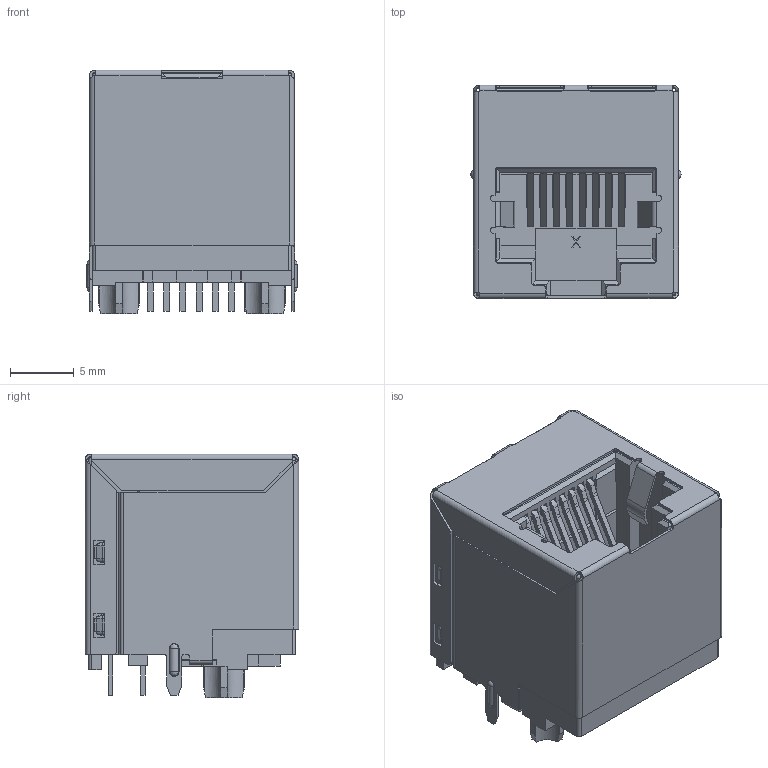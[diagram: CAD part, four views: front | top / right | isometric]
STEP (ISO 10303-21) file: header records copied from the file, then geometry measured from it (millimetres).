
FILE_DESCRIPTION(/* description */ ('Unknown'),/* implementation_level */ '2;1');
FILE_NAME(/* name */ 'T_Wurth_WE-RJ45LAN_THR_74980100000',/* time_stamp */ '2025-08-21T17:38:45+08:00',/* author */ ('Unknown'),/* organization */ ('Unknown'),/* preprocessor_version */ 'ST-DEVELOPER v19.4',/* originating_system */ 'Solid Edge',/* authorisation */ 'Unknown');
FILE_SCHEMA (('AUTOMOTIVE_DESIGN {1 0 10303 214 3 1 1}'));
Products named in the file (2): T_Wurth_WE-RJ45LAN_THR_74980100000
Assembly tree (1 placements, depth 2):
  T_Wurth_WE-RJ45LAN_THR_74980100000
    T_Wurth_WE-RJ45LAN_THR_74980100000
Bounding box: 16.45 x 16.7 x 19.1 mm (x, y, z)
Volume: 2359.8 mm3; surface area: 7102.3 mm2
Topology: 1 solids, 6 shells, 2077 faces, 6100 edges, 3966 vertices
Faces by surface type: plane 1531, cylinder 454, torus 46, bspline 32, sphere 14
Full cylindrical faces by diameter (mm): 0.4 x48, 0.5 x2
Entity records: 84131 total; most frequent: CARTESIAN_POINT 14235, ORIENTED_EDGE 12046, DIRECTION 10694, EDGE_CURVE 6023, LINE 4820, VECTOR 4820, VERTEX_POINT 3953, AXIS2_PLACEMENT_3D 2937
